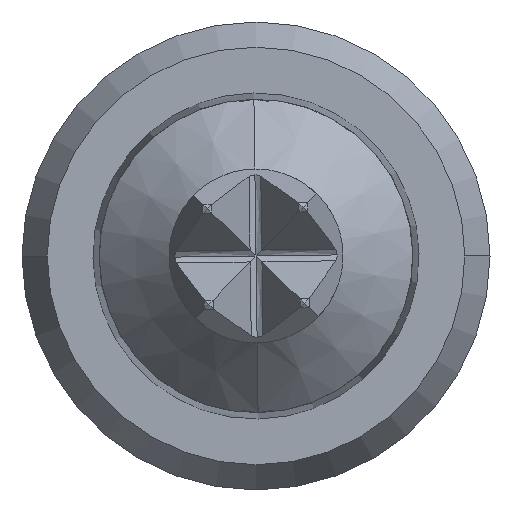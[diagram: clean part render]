
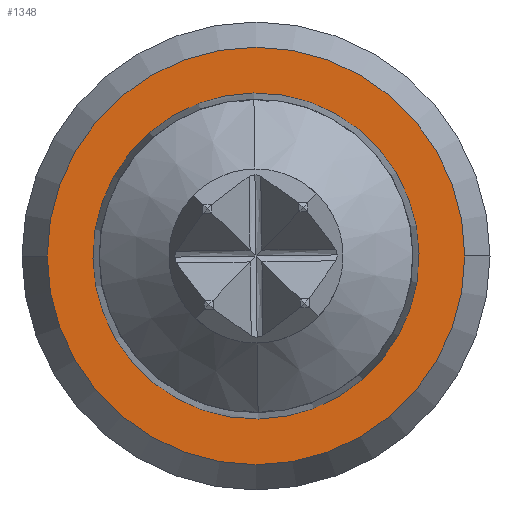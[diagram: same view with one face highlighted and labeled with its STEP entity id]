
A CAD part, left-side view. The second image highlights one B-rep face of the part: STEP entity #1348.
In plain terms, the highlighted planar face has unit normal (-1, 0, 0).
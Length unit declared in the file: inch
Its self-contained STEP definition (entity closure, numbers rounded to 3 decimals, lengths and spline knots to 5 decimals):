
#1 = DIRECTION ( 'NONE',  ( -1., 0., 0. ) ) ;
#8 = DIRECTION ( 'NONE',  ( 0., -1., 0. ) ) ;
#82 = VERTEX_POINT ( 'NONE', #955 ) ;
#116 = CARTESIAN_POINT ( 'NONE',  ( 0., 0., 0. ) ) ;
#137 = DIRECTION ( 'NONE',  ( 1., 0., 0. ) ) ;
#140 = DIRECTION ( 'NONE',  ( 0., 1., 0. ) ) ;
#151 = EDGE_LOOP ( 'NONE', ( #249, #1023 ) ) ;
#157 = CIRCLE ( 'NONE', #2479, 0.024 ) ;
#232 = CARTESIAN_POINT ( 'NONE',  ( 0., -0.024, 0. ) ) ;
#249 = ORIENTED_EDGE ( 'NONE', *, *, #929, .F. ) ;
#262 = VERTEX_POINT ( 'NONE', #319 ) ;
#300 = ORIENTED_EDGE ( 'NONE', *, *, #1731, .F. ) ;
#319 = CARTESIAN_POINT ( 'NONE',  ( 0., -0.00025, -0.01874 ) ) ;
#533 = CARTESIAN_POINT ( 'NONE',  ( 0., 0.00025, 0.01874 ) ) ;
#629 = CARTESIAN_POINT ( 'NONE',  ( 0., 0., 0. ) ) ;
#650 = DIRECTION ( 'NONE',  ( -1., 0., 0. ) ) ;
#676 = DIRECTION ( 'NONE',  ( 0., -1., 0. ) ) ;
#855 = AXIS2_PLACEMENT_3D ( 'NONE', #2236, #1, #8 ) ;
#859 = ORIENTED_EDGE ( 'NONE', *, *, #993, .F. ) ;
#929 = EDGE_CURVE ( 'NONE', #262, #2161, #1242, .T. ) ;
#955 = CARTESIAN_POINT ( 'NONE',  ( 0., 0.024, 0. ) ) ;
#993 = EDGE_CURVE ( 'NONE', #1326, #82, #1246, .T. ) ;
#1023 = ORIENTED_EDGE ( 'NONE', *, *, #1188, .F. ) ;
#1188 = EDGE_CURVE ( 'NONE', #2161, #262, #1408, .T. ) ;
#1242 = CIRCLE ( 'NONE', #855, 0.01874 ) ;
#1246 = CIRCLE ( 'NONE', #1747, 0.024 ) ;
#1248 = AXIS2_PLACEMENT_3D ( 'NONE', #1776, #1794, #1798 ) ;
#1266 = DIRECTION ( 'NONE',  ( 0., 1., 0. ) ) ;
#1313 = DIRECTION ( 'NONE',  ( 1., 0., 0. ) ) ;
#1321 = CARTESIAN_POINT ( 'NONE',  ( 0., 0., 0. ) ) ;
#1326 = VERTEX_POINT ( 'NONE', #232 ) ;
#1348 = ADVANCED_FACE ( 'NONE', ( #2222, #2266 ), #1608, .T. ) ;
#1408 = CIRCLE ( 'NONE', #1418, 0.01874 ) ;
#1418 = AXIS2_PLACEMENT_3D ( 'NONE', #629, #650, #676 ) ;
#1608 = PLANE ( 'NONE',  #1248 ) ;
#1731 = EDGE_CURVE ( 'NONE', #82, #1326, #157, .T. ) ;
#1747 = AXIS2_PLACEMENT_3D ( 'NONE', #116, #137, #140 ) ;
#1776 = CARTESIAN_POINT ( 'NONE',  ( 0., 0.024, 0. ) ) ;
#1794 = DIRECTION ( 'NONE',  ( -1., 0., 0. ) ) ;
#1798 = DIRECTION ( 'NONE',  ( 0., -1., 0. ) ) ;
#2161 = VERTEX_POINT ( 'NONE', #533 ) ;
#2222 = FACE_BOUND ( 'NONE', #151, .T. ) ;
#2236 = CARTESIAN_POINT ( 'NONE',  ( 0., 0., 0. ) ) ;
#2266 = FACE_OUTER_BOUND ( 'NONE', #2426, .T. ) ;
#2426 = EDGE_LOOP ( 'NONE', ( #300, #859 ) ) ;
#2479 = AXIS2_PLACEMENT_3D ( 'NONE', #1321, #1313, #1266 ) ;
